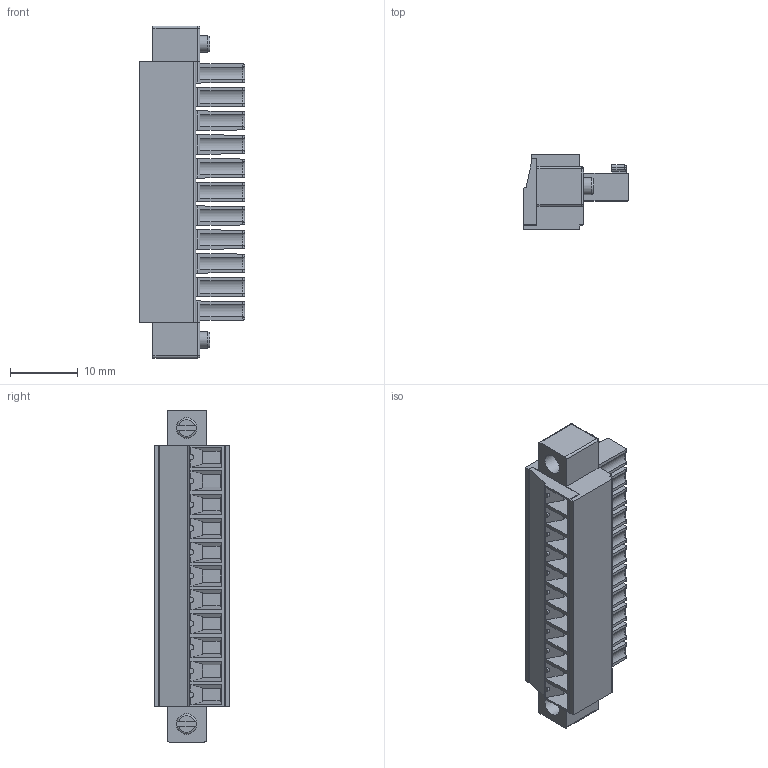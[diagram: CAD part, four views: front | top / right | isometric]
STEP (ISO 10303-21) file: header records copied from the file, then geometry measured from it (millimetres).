
FILE_DESCRIPTION(('STEP AP214'),'1');
FILE_NAME('SH06-7-K.stp','2018-11-19T11:30:02',(' '),(' '),'Spatial InterOp 3D',' ',' ');
FILE_SCHEMA(('AUTOMOTIVE_DESIGN { 1 0 10303 214 1 1 1 1 }'));
Length unit declared in the file: metre
Products named in the file (1): 1
Bounding box: 15.5 x 11.1 x 48.9 mm (x, y, z)
Volume: 3924.8 mm3; surface area: 4707.6 mm2
Topology: 1 solids, 1 shells, 886 faces, 2346 edges, 1493 vertices
Faces by surface type: plane 589, cylinder 209, cone 35, torus 27, sphere 26
Full cylindrical faces by diameter (mm): 1.2 x11, 1.8 x5, 2.5 x2, 2.8 x11, 3 x13
Entity records: 33694 total; most frequent: CARTESIAN_POINT 5123, ORIENTED_EDGE 4396, DIRECTION 4385, EDGE_CURVE 2198, LINE 1625, VECTOR 1625, VERTEX_POINT 1448, AXIS2_PLACEMENT_3D 1380
